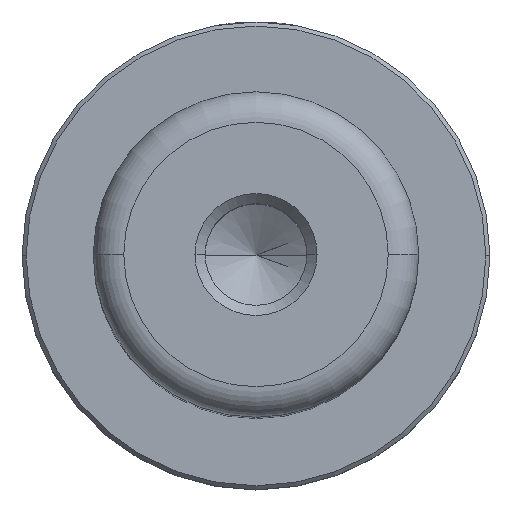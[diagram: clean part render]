
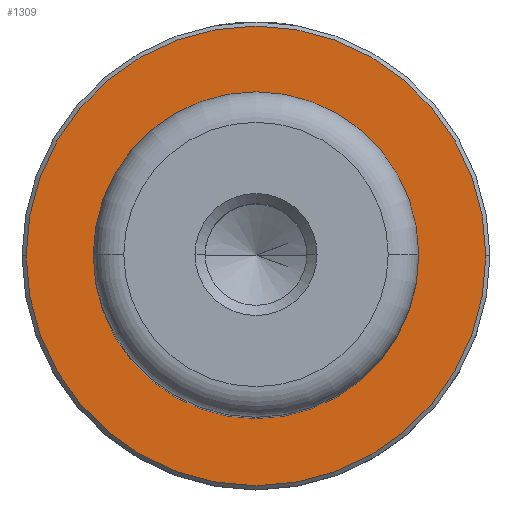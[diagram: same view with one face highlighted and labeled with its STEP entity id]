
A CAD part, top view. The second image highlights one B-rep face of the part: STEP entity #1309.
In plain terms, the highlighted planar face has unit normal (0, 0, 1).
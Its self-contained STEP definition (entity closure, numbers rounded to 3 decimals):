
#37 = FACE_BOUND ( 'NONE', #2082, .T. ) ;
#102 = CIRCLE ( 'NONE', #403, 11.3 ) ;
#301 = CARTESIAN_POINT ( 'NONE',  ( 0., 0., 15. ) ) ;
#308 = ORIENTED_EDGE ( 'NONE', *, *, #596, .T. ) ;
#322 = EDGE_LOOP ( 'NONE', ( #2016, #939 ) ) ;
#394 = DIRECTION ( 'NONE',  ( -1., 0., 0. ) ) ;
#398 = DIRECTION ( 'NONE',  ( 0., 0., -1. ) ) ;
#403 = AXIS2_PLACEMENT_3D ( 'NONE', #301, #1473, #459 ) ;
#404 = CARTESIAN_POINT ( 'NONE',  ( 0., 0., 15. ) ) ;
#416 = AXIS2_PLACEMENT_3D ( 'NONE', #1628, #1621, #1615 ) ;
#423 = EDGE_CURVE ( 'NONE', #1859, #991, #1761, .T. ) ;
#459 = DIRECTION ( 'NONE',  ( 1., 0., 0. ) ) ;
#494 = DIRECTION ( 'NONE',  ( 0., 0., 1. ) ) ;
#542 = CARTESIAN_POINT ( 'NONE',  ( 11.3, 0., 15. ) ) ;
#575 = DIRECTION ( 'NONE',  ( -1., 0., 0. ) ) ;
#590 = CARTESIAN_POINT ( 'NONE',  ( 7.5, 0., 15. ) ) ;
#596 = EDGE_CURVE ( 'NONE', #991, #1859, #1199, .T. ) ;
#657 = EDGE_CURVE ( 'NONE', #943, #846, #662, .T. ) ;
#661 = PLANE ( 'NONE',  #1704 ) ;
#662 = CIRCLE ( 'NONE', #416, 11.3 ) ;
#720 = ORIENTED_EDGE ( 'NONE', *, *, #423, .T. ) ;
#740 = DIRECTION ( 'NONE',  ( 0., 0., -1. ) ) ;
#782 = CARTESIAN_POINT ( 'NONE',  ( 0., 0., 15. ) ) ;
#834 = CARTESIAN_POINT ( 'NONE',  ( 0., 0., 15. ) ) ;
#846 = VERTEX_POINT ( 'NONE', #1904 ) ;
#877 = FACE_OUTER_BOUND ( 'NONE', #322, .T. ) ;
#939 = ORIENTED_EDGE ( 'NONE', *, *, #657, .T. ) ;
#943 = VERTEX_POINT ( 'NONE', #542 ) ;
#991 = VERTEX_POINT ( 'NONE', #1758 ) ;
#1004 = DIRECTION ( 'NONE',  ( 1., 0., 0. ) ) ;
#1076 = AXIS2_PLACEMENT_3D ( 'NONE', #782, #740, #575 ) ;
#1199 = CIRCLE ( 'NONE', #1076, 7.5 ) ;
#1309 = ADVANCED_FACE ( 'NONE', ( #877, #37 ), #661, .T. ) ;
#1473 = DIRECTION ( 'NONE',  ( 0., 0., 1. ) ) ;
#1481 = EDGE_CURVE ( 'NONE', #846, #943, #102, .T. ) ;
#1615 = DIRECTION ( 'NONE',  ( 1., 0., 0. ) ) ;
#1621 = DIRECTION ( 'NONE',  ( 0., 0., 1. ) ) ;
#1628 = CARTESIAN_POINT ( 'NONE',  ( 0., 0., 15. ) ) ;
#1704 = AXIS2_PLACEMENT_3D ( 'NONE', #834, #494, #1004 ) ;
#1758 = CARTESIAN_POINT ( 'NONE',  ( -7.5, 0., 15. ) ) ;
#1761 = CIRCLE ( 'NONE', #1905, 7.5 ) ;
#1859 = VERTEX_POINT ( 'NONE', #590 ) ;
#1904 = CARTESIAN_POINT ( 'NONE',  ( -11.3, 0., 15. ) ) ;
#1905 = AXIS2_PLACEMENT_3D ( 'NONE', #404, #398, #394 ) ;
#2016 = ORIENTED_EDGE ( 'NONE', *, *, #1481, .T. ) ;
#2082 = EDGE_LOOP ( 'NONE', ( #308, #720 ) ) ;
